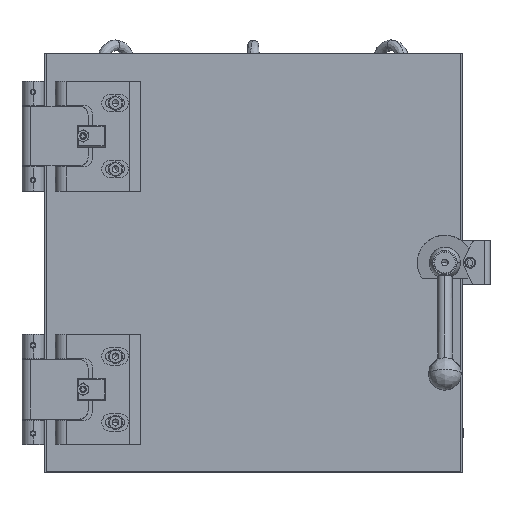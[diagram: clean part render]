
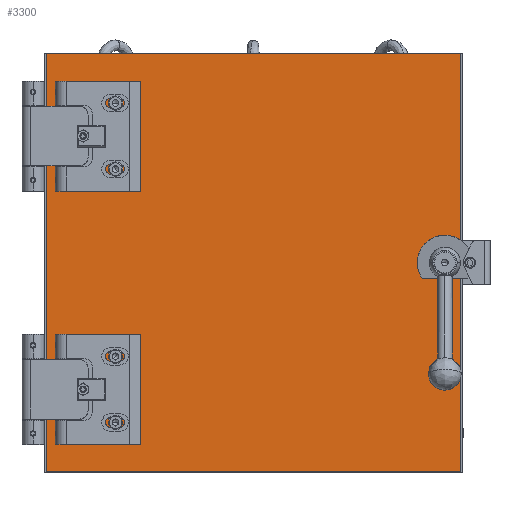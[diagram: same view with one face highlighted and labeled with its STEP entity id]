
A CAD part, top view. The second image highlights one B-rep face of the part: STEP entity #3300.
In plain terms, the highlighted planar face has unit normal (0, 0, 1).
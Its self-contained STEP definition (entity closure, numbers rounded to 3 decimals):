
#124 = DIRECTION ( 'NONE',  ( 0., 0., 1. ) ) ;
#1995 = ORIENTED_EDGE ( 'NONE', *, *, #48242, .T. ) ;
#3135 = EDGE_CURVE ( 'NONE', #85293, #32271, #160937, .T. ) ;
#3300 = ADVANCED_FACE ( 'NONE', ( #119640, #86015, #56341, #52332, #18648, #149256 ), #80284, .T. ) ;
#4165 = CARTESIAN_POINT ( 'NONE',  ( -125., 303., 187.5 ) ) ;
#10750 = CARTESIAN_POINT ( 'NONE',  ( -125., 73., 187.5 ) ) ;
#13614 = CIRCLE ( 'NONE', #125549, 3.4 ) ;
#14325 = VERTEX_POINT ( 'NONE', #110754 ) ;
#15595 = ORIENTED_EDGE ( 'NONE', *, *, #106989, .F. ) ;
#16826 = DIRECTION ( 'NONE',  ( 1., 0., 0. ) ) ;
#18216 = DIRECTION ( 'NONE',  ( 0., 0., 1. ) ) ;
#18648 = FACE_BOUND ( 'NONE', #137548, .T. ) ;
#19450 = CIRCLE ( 'NONE', #82006, 4.25 ) ;
#20136 = CARTESIAN_POINT ( 'NONE',  ( 174., 158., 187.5 ) ) ;
#23520 = DIRECTION ( 'NONE',  ( 1., 0., 0. ) ) ;
#25024 = VERTEX_POINT ( 'NONE', #93183 ) ;
#27274 = CARTESIAN_POINT ( 'NONE',  ( 178.25, 158., 187.5 ) ) ;
#27950 = VERTEX_POINT ( 'NONE', #33916 ) ;
#30070 = CARTESIAN_POINT ( 'NONE',  ( 188., 348., 187.5 ) ) ;
#32271 = VERTEX_POINT ( 'NONE', #71722 ) ;
#32935 = DIRECTION ( 'NONE',  ( 1., 0., 0. ) ) ;
#33916 = CARTESIAN_POINT ( 'NONE',  ( -121.6, 73., 187.5 ) ) ;
#34707 = EDGE_LOOP ( 'NONE', ( #109561, #56562 ) ) ;
#35400 = EDGE_LOOP ( 'NONE', ( #130568, #128759 ) ) ;
#35887 = CARTESIAN_POINT ( 'NONE',  ( -125., 243., 187.5 ) ) ;
#36627 = CIRCLE ( 'NONE', #122411, 3.4 ) ;
#38270 = CARTESIAN_POINT ( 'NONE',  ( -125., 13., 187.5 ) ) ;
#38559 = VERTEX_POINT ( 'NONE', #90954 ) ;
#39841 = ORIENTED_EDGE ( 'NONE', *, *, #108459, .F. ) ;
#43655 = VERTEX_POINT ( 'NONE', #80783 ) ;
#44057 = CIRCLE ( 'NONE', #146938, 3.4 ) ;
#44354 = CARTESIAN_POINT ( 'NONE',  ( 188., -32., 187.5 ) ) ;
#46179 = AXIS2_PLACEMENT_3D ( 'NONE', #94055, #18216, #106704 ) ;
#46201 = VECTOR ( 'NONE', #91544, 1000. ) ;
#47456 = VERTEX_POINT ( 'NONE', #159789 ) ;
#48242 = EDGE_CURVE ( 'NONE', #47456, #43655, #79881, .T. ) ;
#48500 = DIRECTION ( 'NONE',  ( 1., 0., 0. ) ) ;
#49228 = EDGE_LOOP ( 'NONE', ( #1995, #115387, #79886, #102805 ) ) ;
#50165 = LINE ( 'NONE', #76749, #147087 ) ;
#50959 = DIRECTION ( 'NONE',  ( 1., 0., 0. ) ) ;
#52332 = FACE_BOUND ( 'NONE', #35400, .T. ) ;
#52507 = VERTEX_POINT ( 'NONE', #161791 ) ;
#56157 = CARTESIAN_POINT ( 'NONE',  ( -125., 13., 187.5 ) ) ;
#56341 = FACE_BOUND ( 'NONE', #78086, .T. ) ;
#56562 = ORIENTED_EDGE ( 'NONE', *, *, #3135, .F. ) ;
#56761 = CIRCLE ( 'NONE', #129911, 3.4 ) ;
#64194 = CARTESIAN_POINT ( 'NONE',  ( -125., 303., 187.5 ) ) ;
#64225 = DIRECTION ( 'NONE',  ( 0., 0., 1. ) ) ;
#64398 = DIRECTION ( 'NONE',  ( 1., 0., 0. ) ) ;
#66100 = EDGE_LOOP ( 'NONE', ( #15595, #140834 ) ) ;
#66138 = CARTESIAN_POINT ( 'NONE',  ( -188., 348., 187.5 ) ) ;
#68881 = DIRECTION ( 'NONE',  ( 1., 0., 0. ) ) ;
#68930 = CARTESIAN_POINT ( 'NONE',  ( -125., 243., 187.5 ) ) ;
#70443 = ORIENTED_EDGE ( 'NONE', *, *, #103624, .F. ) ;
#71722 = CARTESIAN_POINT ( 'NONE',  ( -121.6, 303., 187.5 ) ) ;
#72280 = VERTEX_POINT ( 'NONE', #30070 ) ;
#74249 = AXIS2_PLACEMENT_3D ( 'NONE', #38270, #126684, #50959 ) ;
#74573 = CARTESIAN_POINT ( 'NONE',  ( -188., 348., 187.5 ) ) ;
#75828 = CARTESIAN_POINT ( 'NONE',  ( -125., 73., 187.5 ) ) ;
#76749 = CARTESIAN_POINT ( 'NONE',  ( 188., 348., 187.5 ) ) ;
#78086 = EDGE_LOOP ( 'NONE', ( #39841, #70443 ) ) ;
#78422 = CIRCLE ( 'NONE', #46179, 4.25 ) ;
#79881 = LINE ( 'NONE', #66138, #46201 ) ;
#79886 = ORIENTED_EDGE ( 'NONE', *, *, #132816, .T. ) ;
#80284 = PLANE ( 'NONE',  #161061 ) ;
#80493 = AXIS2_PLACEMENT_3D ( 'NONE', #56157, #144481, #68881 ) ;
#80783 = CARTESIAN_POINT ( 'NONE',  ( -188., -32., 187.5 ) ) ;
#81385 = CARTESIAN_POINT ( 'NONE',  ( -188., -32., 187.5 ) ) ;
#81571 = DIRECTION ( 'NONE',  ( 1., 0., 0. ) ) ;
#81605 = DIRECTION ( 'NONE',  ( 0., 0., 1. ) ) ;
#81733 = DIRECTION ( 'NONE',  ( 1., 0., 0. ) ) ;
#82006 = AXIS2_PLACEMENT_3D ( 'NONE', #20136, #108599, #32935 ) ;
#85293 = VERTEX_POINT ( 'NONE', #154962 ) ;
#85598 = CARTESIAN_POINT ( 'NONE',  ( -128.4, 243., 187.5 ) ) ;
#86015 = FACE_BOUND ( 'NONE', #34707, .T. ) ;
#87989 = AXIS2_PLACEMENT_3D ( 'NONE', #64194, #64225, #64398 ) ;
#88064 = CARTESIAN_POINT ( 'NONE',  ( -188., -32., 187.5 ) ) ;
#88653 = DIRECTION ( 'NONE',  ( 1., 0., 0. ) ) ;
#89091 = LINE ( 'NONE', #74573, #156272 ) ;
#89561 = DIRECTION ( 'NONE',  ( 0., 1., 0. ) ) ;
#90954 = CARTESIAN_POINT ( 'NONE',  ( 169.75, 158., 187.5 ) ) ;
#91360 = VERTEX_POINT ( 'NONE', #85598 ) ;
#91544 = DIRECTION ( 'NONE',  ( 0., -1., 0. ) ) ;
#92649 = DIRECTION ( 'NONE',  ( 0., 0., 1. ) ) ;
#93183 = CARTESIAN_POINT ( 'NONE',  ( -128.4, 13., 187.5 ) ) ;
#94055 = CARTESIAN_POINT ( 'NONE',  ( 174., 158., 187.5 ) ) ;
#94343 = ORIENTED_EDGE ( 'NONE', *, *, #100971, .F. ) ;
#95881 = EDGE_CURVE ( 'NONE', #14325, #27950, #44057, .T. ) ;
#98004 = VERTEX_POINT ( 'NONE', #44354 ) ;
#99303 = DIRECTION ( 'NONE',  ( 0., 0., 1. ) ) ;
#100971 = EDGE_CURVE ( 'NONE', #25024, #155265, #126033, .T. ) ;
#102805 = ORIENTED_EDGE ( 'NONE', *, *, #117336, .T. ) ;
#103624 = EDGE_CURVE ( 'NONE', #91360, #52507, #13614, .T. ) ;
#106704 = DIRECTION ( 'NONE',  ( 1., 0., 0. ) ) ;
#106989 = EDGE_CURVE ( 'NONE', #141256, #38559, #19450, .T. ) ;
#108459 = EDGE_CURVE ( 'NONE', #52507, #91360, #56761, .T. ) ;
#108599 = DIRECTION ( 'NONE',  ( 0., 0., 1. ) ) ;
#109561 = ORIENTED_EDGE ( 'NONE', *, *, #113500, .F. ) ;
#110754 = CARTESIAN_POINT ( 'NONE',  ( -128.4, 73., 187.5 ) ) ;
#113500 = EDGE_CURVE ( 'NONE', #32271, #85293, #36627, .T. ) ;
#114485 = EDGE_CURVE ( 'NONE', #155265, #25024, #148913, .T. ) ;
#115387 = ORIENTED_EDGE ( 'NONE', *, *, #135166, .T. ) ;
#117336 = EDGE_CURVE ( 'NONE', #72280, #47456, #89091, .T. ) ;
#119640 = FACE_BOUND ( 'NONE', #66100, .T. ) ;
#120848 = EDGE_CURVE ( 'NONE', #27950, #14325, #124238, .T. ) ;
#121917 = CARTESIAN_POINT ( 'NONE',  ( -121.6, 13., 187.5 ) ) ;
#122411 = AXIS2_PLACEMENT_3D ( 'NONE', #4165, #92649, #16826 ) ;
#124238 = CIRCLE ( 'NONE', #149550, 3.4 ) ;
#124295 = DIRECTION ( 'NONE',  ( 0., 0., 1. ) ) ;
#125549 = AXIS2_PLACEMENT_3D ( 'NONE', #35887, #124295, #48500 ) ;
#126033 = CIRCLE ( 'NONE', #80493, 3.4 ) ;
#126684 = DIRECTION ( 'NONE',  ( 0., 0., 1. ) ) ;
#128460 = EDGE_CURVE ( 'NONE', #38559, #141256, #78422, .T. ) ;
#128759 = ORIENTED_EDGE ( 'NONE', *, *, #95881, .F. ) ;
#129911 = AXIS2_PLACEMENT_3D ( 'NONE', #68930, #157285, #81571 ) ;
#130568 = ORIENTED_EDGE ( 'NONE', *, *, #120848, .F. ) ;
#131606 = LINE ( 'NONE', #88064, #161310 ) ;
#132816 = EDGE_CURVE ( 'NONE', #98004, #72280, #50165, .T. ) ;
#135166 = EDGE_CURVE ( 'NONE', #43655, #98004, #131606, .T. ) ;
#136995 = DIRECTION ( 'NONE',  ( -1., 0., 0. ) ) ;
#137548 = EDGE_LOOP ( 'NONE', ( #156286, #94343 ) ) ;
#140834 = ORIENTED_EDGE ( 'NONE', *, *, #128460, .F. ) ;
#141256 = VERTEX_POINT ( 'NONE', #27274 ) ;
#144481 = DIRECTION ( 'NONE',  ( 0., 0., 1. ) ) ;
#146938 = AXIS2_PLACEMENT_3D ( 'NONE', #10750, #99303, #23520 ) ;
#147087 = VECTOR ( 'NONE', #89561, 1000. ) ;
#148913 = CIRCLE ( 'NONE', #74249, 3.4 ) ;
#149256 = FACE_OUTER_BOUND ( 'NONE', #49228, .T. ) ;
#149550 = AXIS2_PLACEMENT_3D ( 'NONE', #75828, #124, #88653 ) ;
#151005 = DIRECTION ( 'NONE',  ( 1., 0., 0. ) ) ;
#154962 = CARTESIAN_POINT ( 'NONE',  ( -128.4, 303., 187.5 ) ) ;
#155265 = VERTEX_POINT ( 'NONE', #121917 ) ;
#156272 = VECTOR ( 'NONE', #136995, 1000. ) ;
#156286 = ORIENTED_EDGE ( 'NONE', *, *, #114485, .F. ) ;
#157285 = DIRECTION ( 'NONE',  ( 0., 0., 1. ) ) ;
#159789 = CARTESIAN_POINT ( 'NONE',  ( -188., 348., 187.5 ) ) ;
#160937 = CIRCLE ( 'NONE', #87989, 3.4 ) ;
#161061 = AXIS2_PLACEMENT_3D ( 'NONE', #81385, #81605, #81733 ) ;
#161310 = VECTOR ( 'NONE', #151005, 1000. ) ;
#161791 = CARTESIAN_POINT ( 'NONE',  ( -121.6, 243., 187.5 ) ) ;
